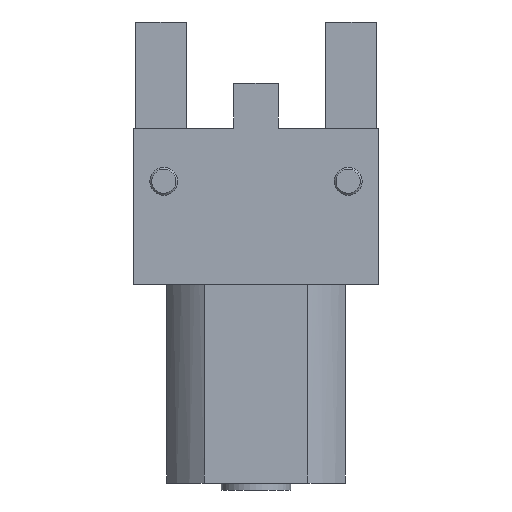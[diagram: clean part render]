
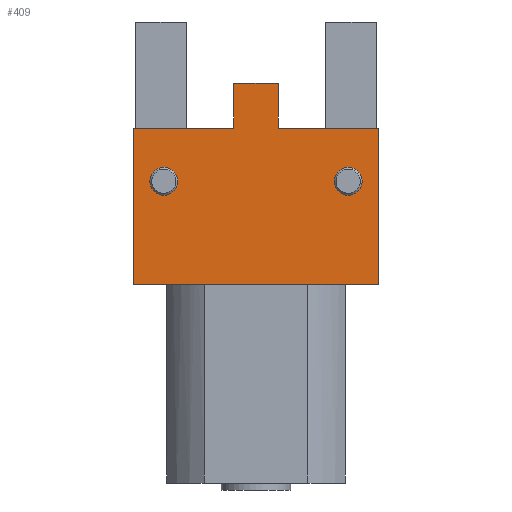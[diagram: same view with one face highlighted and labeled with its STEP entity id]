
A CAD part, front view. The second image highlights one B-rep face of the part: STEP entity #409.
In plain terms, the highlighted planar face has unit normal (0, -1, 0).
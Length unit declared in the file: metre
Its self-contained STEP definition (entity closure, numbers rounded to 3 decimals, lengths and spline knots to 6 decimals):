
#409 = ADVANCED_FACE( '', ( #903, #904, #905 ), #906, .T. );
#903 = FACE_BOUND( '', #1395, .T. );
#904 = FACE_BOUND( '', #1396, .T. );
#905 = FACE_OUTER_BOUND( '', #1397, .T. );
#906 = PLANE( '', #1398 );
#1395 = EDGE_LOOP( '', ( #2284 ) );
#1396 = EDGE_LOOP( '', ( #2285 ) );
#1397 = EDGE_LOOP( '', ( #2286, #2287, #2288, #2289, #2290, #2291, #2292, #2293, #2294, #2295 ) );
#1398 = AXIS2_PLACEMENT_3D( '', #2296, #2297, #2298 );
#2284 = ORIENTED_EDGE( '', *, *, #2487, .F. );
#2285 = ORIENTED_EDGE( '', *, *, #2556, .T. );
#2286 = ORIENTED_EDGE( '', *, *, #2627, .F. );
#2287 = ORIENTED_EDGE( '', *, *, #2618, .F. );
#2288 = ORIENTED_EDGE( '', *, *, #2605, .T. );
#2289 = ORIENTED_EDGE( '', *, *, #2335, .F. );
#2290 = ORIENTED_EDGE( '', *, *, #2623, .T. );
#2291 = ORIENTED_EDGE( '', *, *, #2459, .T. );
#2292 = ORIENTED_EDGE( '', *, *, #2584, .T. );
#2293 = ORIENTED_EDGE( '', *, *, #2576, .T. );
#2294 = ORIENTED_EDGE( '', *, *, #2435, .F. );
#2295 = ORIENTED_EDGE( '', *, *, #2571, .F. );
#2296 = CARTESIAN_POINT( '', ( 0.044, -0.0285, 0.127 ) );
#2297 = DIRECTION( '', ( 0., -1., 0. ) );
#2298 = DIRECTION( '', ( 1., 0., 0. ) );
#2335 = EDGE_CURVE( '', #2688, #2690, #2691, .T. );
#2435 = EDGE_CURVE( '', #2847, #2849, #2850, .T. );
#2459 = EDGE_CURVE( '', #2886, #2883, #2887, .T. );
#2487 = EDGE_CURVE( '', #2925, #2925, #2926, .T. );
#2556 = EDGE_CURVE( '', #3021, #3021, #3022, .T. );
#2571 = EDGE_CURVE( '', #3040, #2847, #3042, .T. );
#2576 = EDGE_CURVE( '', #3047, #2849, #3048, .T. );
#2584 = EDGE_CURVE( '', #2883, #3047, #3056, .T. );
#2605 = EDGE_CURVE( '', #3081, #2690, #3082, .T. );
#2618 = EDGE_CURVE( '', #3081, #3096, #3097, .T. );
#2623 = EDGE_CURVE( '', #2688, #2886, #3102, .T. );
#2627 = EDGE_CURVE( '', #3096, #3040, #3106, .T. );
#2688 = VERTEX_POINT( '', #3175 );
#2690 = VERTEX_POINT( '', #3178 );
#2691 = LINE( '', #3179, #3180 );
#2847 = VERTEX_POINT( '', #3366 );
#2849 = VERTEX_POINT( '', #3368 );
#2850 = LINE( '', #3369, #3370 );
#2883 = VERTEX_POINT( '', #3410 );
#2886 = VERTEX_POINT( '', #3414 );
#2887 = LINE( '', #3415, #3416 );
#2925 = VERTEX_POINT( '', #3460 );
#2926 = CIRCLE( '', #3461, 0.005 );
#3021 = VERTEX_POINT( '', #3575 );
#3022 = CIRCLE( '', #3576, 0.005 );
#3040 = VERTEX_POINT( '', #3595 );
#3042 = LINE( '', #3597, #3598 );
#3047 = VERTEX_POINT( '', #3604 );
#3048 = LINE( '', #3605, #3606 );
#3056 = LINE( '', #3616, #3617 );
#3081 = VERTEX_POINT( '', #3644 );
#3082 = LINE( '', #3645, #3646 );
#3096 = VERTEX_POINT( '', #3663 );
#3097 = LINE( '', #3664, #3665 );
#3102 = LINE( '', #3671, #3672 );
#3106 = LINE( '', #3676, #3677 );
#3175 = CARTESIAN_POINT( '', ( 0.008, -0.0285, 0.143 ) );
#3178 = CARTESIAN_POINT( '', ( 0.008, -0.0285, 0.127 ) );
#3179 = CARTESIAN_POINT( '', ( 0.008, -0.0285, 0.143 ) );
#3180 = VECTOR( '', #3737, 1. );
#3366 = CARTESIAN_POINT( '', ( -0.023596, -0.0285, 0.071 ) );
#3368 = CARTESIAN_POINT( '', ( -0.044, -0.0285, 0.071 ) );
#3369 = CARTESIAN_POINT( '', ( 0.044, -0.0285, 0.071 ) );
#3370 = VECTOR( '', #3876, 1. );
#3410 = CARTESIAN_POINT( '', ( -0.008, -0.0285, 0.127 ) );
#3414 = CARTESIAN_POINT( '', ( -0.008, -0.0285, 0.143 ) );
#3415 = CARTESIAN_POINT( '', ( -0.008, -0.0285, 0.143 ) );
#3416 = VECTOR( '', #3909, 1. );
#3460 = CARTESIAN_POINT( '', ( 0.028, -0.0285, 0.108 ) );
#3461 = AXIS2_PLACEMENT_3D( '', #3940, #3941, #3942 );
#3575 = CARTESIAN_POINT( '', ( -0.028, -0.0285, 0.108 ) );
#3576 = AXIS2_PLACEMENT_3D( '', #4028, #4029, #4030 );
#3595 = CARTESIAN_POINT( '', ( 0.023596, -0.0285, 0.071 ) );
#3597 = CARTESIAN_POINT( '', ( 0.044, -0.0285, 0.071 ) );
#3598 = VECTOR( '', #4050, 1. );
#3604 = CARTESIAN_POINT( '', ( -0.044, -0.0285, 0.127 ) );
#3605 = CARTESIAN_POINT( '', ( -0.044, -0.0285, 0.127 ) );
#3606 = VECTOR( '', #4055, 1. );
#3616 = CARTESIAN_POINT( '', ( 0.044, -0.0285, 0.127 ) );
#3617 = VECTOR( '', #4058, 1. );
#3644 = CARTESIAN_POINT( '', ( 0.044, -0.0285, 0.127 ) );
#3645 = CARTESIAN_POINT( '', ( 0.044, -0.0285, 0.127 ) );
#3646 = VECTOR( '', #4076, 1. );
#3663 = CARTESIAN_POINT( '', ( 0.044, -0.0285, 0.071 ) );
#3664 = CARTESIAN_POINT( '', ( 0.044, -0.0285, 0.127 ) );
#3665 = VECTOR( '', #4083, 1. );
#3671 = CARTESIAN_POINT( '', ( 0.008, -0.0285, 0.143 ) );
#3672 = VECTOR( '', #4088, 1. );
#3676 = CARTESIAN_POINT( '', ( 0.044, -0.0285, 0.071 ) );
#3677 = VECTOR( '', #4089, 1. );
#3737 = DIRECTION( '', ( 0., 0., -1. ) );
#3876 = DIRECTION( '', ( -1., 0., 0. ) );
#3909 = DIRECTION( '', ( 0., 0., -1. ) );
#3940 = CARTESIAN_POINT( '', ( 0.033, -0.0285, 0.108 ) );
#3941 = DIRECTION( '', ( 0., -1., 0. ) );
#3942 = DIRECTION( '', ( -1., 0., 0. ) );
#4028 = CARTESIAN_POINT( '', ( -0.033, -0.0285, 0.108 ) );
#4029 = DIRECTION( '', ( 0., 1., 0. ) );
#4030 = DIRECTION( '', ( 1., 0., 0. ) );
#4050 = DIRECTION( '', ( -1., 0., 0. ) );
#4055 = DIRECTION( '', ( 0., 0., -1. ) );
#4058 = DIRECTION( '', ( -1., 0., 0. ) );
#4076 = DIRECTION( '', ( -1., 0., 0. ) );
#4083 = DIRECTION( '', ( 0., 0., -1. ) );
#4088 = DIRECTION( '', ( -1., 0., 0. ) );
#4089 = DIRECTION( '', ( -1., 0., 0. ) );
